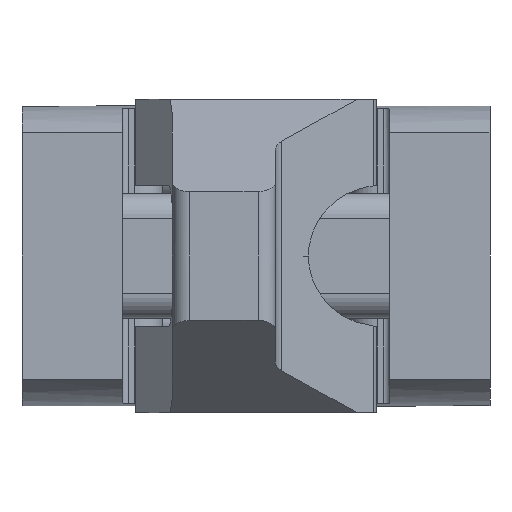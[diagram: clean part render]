
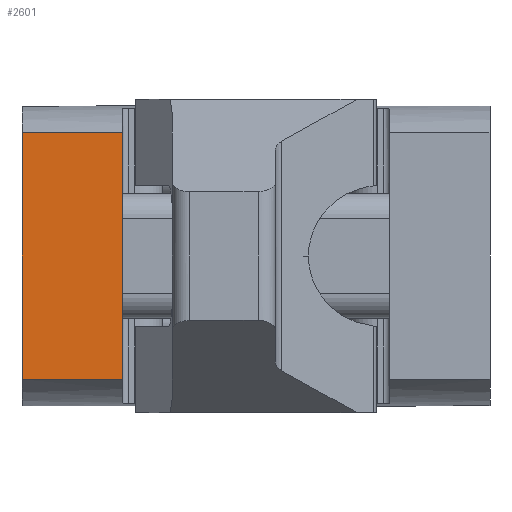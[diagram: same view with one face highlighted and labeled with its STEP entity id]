
A CAD part, left-side view. The second image highlights one B-rep face of the part: STEP entity #2601.
In plain terms, the highlighted planar face has unit normal (-1, 0, 0).
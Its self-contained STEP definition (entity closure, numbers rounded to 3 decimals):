
#1859=EDGE_CURVE('',#3769,#3807,#4759,.T.);
#2169=EDGE_CURVE('',#3807,#2451,#5106,.T.);
#2451=VERTEX_POINT('',#5406);
#2601=ADVANCED_FACE('',(#5569),#5570,.T.);
#2875=EDGE_CURVE('',#3691,#3769,#5872,.T.);
#3527=EDGE_CURVE('',#3691,#2451,#6584,.T.);
#3691=VERTEX_POINT('',#6756);
#3769=VERTEX_POINT('',#6845);
#3807=VERTEX_POINT('',#6886);
#4759=LINE('',#8138,#8139);
#5106=LINE('',#8749,#8750);
#5406=CARTESIAN_POINT('',(152.0,85.7,28.723));
#5569=FACE_OUTER_BOUND('',#9447,.T.);
#5570=PLANE('',#9448);
#5872=LINE('',#9931,#9932);
#6584=LINE('',#10986,#10987);
#6756=CARTESIAN_POINT('',(152.0,85.7,-28.723));
#6845=CARTESIAN_POINT('',(152.0,109.0,-28.723));
#6886=CARTESIAN_POINT('',(152.0,109.0,28.723));
#8138=CARTESIAN_POINT('',(152.0,109.0,-36.0));
#8139=VECTOR('',#12888,1.0);
#8749=CARTESIAN_POINT('',(152.0,97.35,28.723));
#8750=VECTOR('',#13292,1.0);
#9447=EDGE_LOOP('',(#13759,#13760,#13761,#13762));
#9448=AXIS2_PLACEMENT_3D('',#13763,#13764,#13765);
#9931=CARTESIAN_POINT('',(152.0,97.35,-28.723));
#9932=VECTOR('',#14142,1.0);
#10986=CARTESIAN_POINT('',(152.0,85.7,-36.0));
#10987=VECTOR('',#14975,1.0);
#12888=DIRECTION('',(0.0,0.0,1.0));
#13292=DIRECTION('',(0.,-1.0,0.0));
#13759=ORIENTED_EDGE('',*,*,#2875,.F.);
#13760=ORIENTED_EDGE('',*,*,#3527,.T.);
#13761=ORIENTED_EDGE('',*,*,#2169,.F.);
#13762=ORIENTED_EDGE('',*,*,#1859,.F.);
#13763=CARTESIAN_POINT('',(152.0,85.7,-36.0));
#13764=DIRECTION('',(-1.0,0.,0.0));
#13765=DIRECTION('',(0.,-1.0,0.0));
#14142=DIRECTION('',(0.,1.0,0.0));
#14975=DIRECTION('',(0.0,0.0,1.0));
